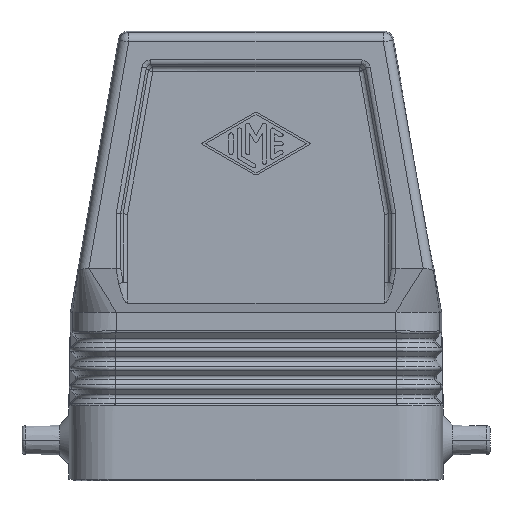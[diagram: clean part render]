
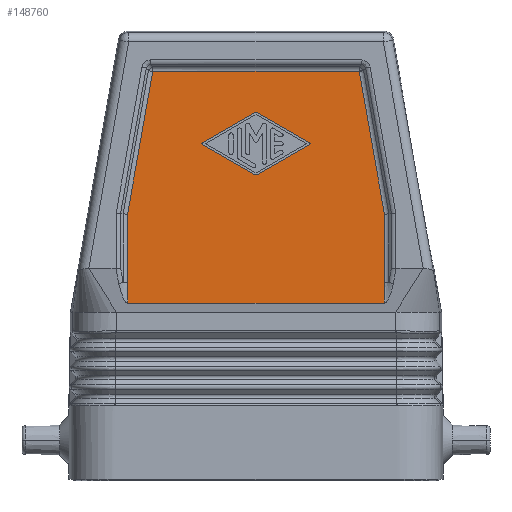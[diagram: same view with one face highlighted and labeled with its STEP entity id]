
A CAD part, front view. The second image highlights one B-rep face of the part: STEP entity #148760.
In plain terms, the highlighted face is planar.
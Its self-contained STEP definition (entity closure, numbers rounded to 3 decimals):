
#730=CARTESIAN_POINT('',(27.874,70.896,
31.792));
#740=VERTEX_POINT('',#730);
#770=CARTESIAN_POINT('',(27.874,70.896,
28.452));
#780=CARTESIAN_POINT('',(27.874,70.896,
29.009));
#790=CARTESIAN_POINT('',(27.874,70.896,
29.566));
#800=CARTESIAN_POINT('',(27.874,70.896,
30.122));
#810=CARTESIAN_POINT('',(27.874,70.896,
30.679));
#820=CARTESIAN_POINT('',(27.874,70.896,
31.235));
#830=CARTESIAN_POINT('',(27.874,70.896,
31.792));
#840=B_SPLINE_CURVE_WITH_KNOTS('',6,(#770,#780,#790,#800,#810,#820,#830)
,.UNSPECIFIED.,.F.,.F.,(7,7),(0.,1.),.UNSPECIFIED.);
#850=CARTESIAN_POINT('',(27.874,70.896,
28.452));
#860=VERTEX_POINT('',#850);
#870=EDGE_CURVE('',#860,#740,#840,.T.);
#36070=CARTESIAN_POINT('',(27.874,58.892,
54.145));
#36080=VERTEX_POINT('',#36070);
#36260=CARTESIAN_POINT('',(27.874,58.892,
53.855));
#36270=VERTEX_POINT('',#36260);
#36300=CARTESIAN_POINT('',(27.874,58.809,54.));
#36310=DIRECTION('',(-1.,0.,0.));
#36320=DIRECTION('',(0.,-1.,0.));
#36330=AXIS2_PLACEMENT_3D('',#36300,#36310,#36320);
#36340=CIRCLE('',#36330,0.167);
#36350=EDGE_CURVE('',#36080,#36270,#36340,.T.);
#51190=CARTESIAN_POINT('',(27.874,41.728,
53.855));
#51200=VERTEX_POINT('',#51190);
#51380=CARTESIAN_POINT('',(27.874,41.728,
54.145));
#51390=VERTEX_POINT('',#51380);
#51420=CARTESIAN_POINT('',(27.874,41.811,54.));
#51430=DIRECTION('',(-1.,0.,0.));
#51440=DIRECTION('',(0.,-1.,0.));
#51450=AXIS2_PLACEMENT_3D('',#51420,#51430,#51440);
#51460=CIRCLE('',#51450,0.167);
#51470=EDGE_CURVE('',#51200,#51390,#51460,.T.);
#57450=CARTESIAN_POINT('',(27.874,50.145,
49.044));
#57460=VERTEX_POINT('',#57450);
#57510=CARTESIAN_POINT('',(27.874,0.,77.707));
#57520=DIRECTION('',(0.,0.868,-0.496));
#57530=VECTOR('',#57520,1.);
#57540=LINE('',#57510,#57530);
#57550=EDGE_CURVE('',#51200,#57460,#57540,.T.);
#58170=CARTESIAN_POINT('',(27.874,50.475,
58.956));
#58180=VERTEX_POINT('',#58170);
#58230=CARTESIAN_POINT('',(27.874,0.,87.807));
#58240=DIRECTION('',(0.,-0.868,0.496));
#58250=VECTOR('',#58240,1.);
#58260=LINE('',#58230,#58250);
#58270=EDGE_CURVE('',#36080,#58180,#58260,.T.);
#61990=CARTESIAN_POINT('',(27.874,50.145,
58.956));
#62000=VERTEX_POINT('',#61990);
#62050=CARTESIAN_POINT('',(27.874,50.31,58.666));
#62060=DIRECTION('',(-1.,0.,0.));
#62070=DIRECTION('',(0.,-1.,0.));
#62080=AXIS2_PLACEMENT_3D('',#62050,#62060,#62070);
#62090=CIRCLE('',#62080,0.333);
#62100=EDGE_CURVE('',#62000,#58180,#62090,.T.);
#75590=CARTESIAN_POINT('',(27.874,0.,28.452));
#75600=DIRECTION('',(0.,1.,0.));
#75610=VECTOR('',#75600,1.);
#75620=LINE('',#75590,#75610);
#75630=CARTESIAN_POINT('',(27.874,29.724,
28.452));
#75640=VERTEX_POINT('',#75630);
#75650=EDGE_CURVE('',#75640,#860,#75620,.T.);
#80720=CARTESIAN_POINT('',(27.874,33.759,
65.586));
#80730=VERTEX_POINT('',#80720);
#80890=CARTESIAN_POINT('',(27.874,29.724,
42.701));
#80900=VERTEX_POINT('',#80890);
#80930=CARTESIAN_POINT('',(27.874,24.311,12.));
#80940=DIRECTION('',(0.,0.174,0.985));
#80950=VECTOR('',#80940,1.);
#80960=LINE('',#80930,#80950);
#80970=EDGE_CURVE('',#80900,#80730,#80960,.T.);
#81620=CARTESIAN_POINT('',(27.874,29.724,
31.792));
#81630=VERTEX_POINT('',#81620);
#81660=CARTESIAN_POINT('',(27.874,29.724,12.));
#81670=DIRECTION('',(0.,0.,1.));
#81680=VECTOR('',#81670,1.);
#81690=LINE('',#81660,#81680);
#81700=EDGE_CURVE('',#81630,#80900,#81690,.T.);
#92430=CARTESIAN_POINT('',(27.874,0.,30.293));
#92440=DIRECTION('',(0.,-0.868,-0.496));
#92450=VECTOR('',#92440,1.);
#92460=LINE('',#92430,#92450);
#92470=EDGE_CURVE('',#62000,#51390,#92460,.T.);
#111670=CARTESIAN_POINT('',(27.874,50.475,
49.044));
#111680=VERTEX_POINT('',#111670);
#111730=CARTESIAN_POINT('',(27.874,50.31,49.334));
#111740=DIRECTION('',(-1.,0.,0.));
#111750=DIRECTION('',(0.,-1.,0.));
#111760=AXIS2_PLACEMENT_3D('',#111730,#111740,#111750);
#111770=CIRCLE('',#111760,0.333);
#111780=EDGE_CURVE('',#111680,#57460,#111770,.T.);
#113580=CARTESIAN_POINT('',(27.874,66.861,
65.586));
#113590=VERTEX_POINT('',#113580);
#113710=CARTESIAN_POINT('',(27.874,0.,65.586));
#113720=DIRECTION('',(0.,-1.,0.));
#113730=VECTOR('',#113720,1.);
#113740=LINE('',#113710,#113730);
#113750=EDGE_CURVE('',#113590,#80730,#113740,.T.);
#125960=CARTESIAN_POINT('',(27.874,29.724,
31.792));
#125970=CARTESIAN_POINT('',(27.874,29.724,
31.235));
#125980=CARTESIAN_POINT('',(27.874,29.724,
30.679));
#125990=CARTESIAN_POINT('',(27.874,29.724,
30.122));
#126000=CARTESIAN_POINT('',(27.874,29.724,
29.566));
#126010=CARTESIAN_POINT('',(27.874,29.724,
29.009));
#126020=CARTESIAN_POINT('',(27.874,29.724,
28.452));
#126030=B_SPLINE_CURVE_WITH_KNOTS('',6,(#125960,#125970,#125980,#125990,
#126000,#126010,#126020),.UNSPECIFIED.,.F.,.F.,(7,7),(0.,1.),
.UNSPECIFIED.);
#126040=EDGE_CURVE('',#81630,#75640,#126030,.T.);
#135800=CARTESIAN_POINT('',(27.874,0.,20.193));
#135810=DIRECTION('',(0.,0.868,0.496));
#135820=VECTOR('',#135810,1.);
#135830=LINE('',#135800,#135820);
#135840=EDGE_CURVE('',#111680,#36270,#135830,.T.);
#147390=CARTESIAN_POINT('',(27.874,70.896,
42.701));
#147400=VERTEX_POINT('',#147390);
#147430=CARTESIAN_POINT('',(27.874,70.896,12.));
#147440=DIRECTION('',(0.,0.,1.));
#147450=VECTOR('',#147440,1.);
#147460=LINE('',#147430,#147450);
#147470=EDGE_CURVE('',#740,#147400,#147460,.T.);
#148460=CARTESIAN_POINT('',(27.874,64.361,
44.579));
#148470=DIRECTION('',(1.,0.,0.));
#148480=DIRECTION('',(0.,1.,0.));
#148490=AXIS2_PLACEMENT_3D('',#148460,#148470,#148480);
#148500=PLANE('',#148490);
#148510=ORIENTED_EDGE('',*,*,#36350,.F.);
#148520=ORIENTED_EDGE('',*,*,#135840,.T.);
#148530=ORIENTED_EDGE('',*,*,#111780,.F.);
#148540=ORIENTED_EDGE('',*,*,#57550,.T.);
#148550=ORIENTED_EDGE('',*,*,#51470,.F.);
#148560=ORIENTED_EDGE('',*,*,#92470,.T.);
#148570=ORIENTED_EDGE('',*,*,#62100,.F.);
#148580=ORIENTED_EDGE('',*,*,#58270,.T.);
#148590=EDGE_LOOP('',(#148580,#148570,#148560,#148550,#148540,#148530,
#148520,#148510));
#148600=FACE_BOUND('',#148590,.T.);
#148610=ORIENTED_EDGE('',*,*,#75650,.F.);
#148620=ORIENTED_EDGE('',*,*,#870,.F.);
#148630=ORIENTED_EDGE('',*,*,#147470,.F.);
#148640=CARTESIAN_POINT('',(27.874,76.309,12.));
#148650=DIRECTION('',(0.,-0.174,0.985));
#148660=VECTOR('',#148650,1.);
#148670=LINE('',#148640,#148660);
#148680=EDGE_CURVE('',#147400,#113590,#148670,.T.);
#148690=ORIENTED_EDGE('',*,*,#148680,.F.);
#148700=ORIENTED_EDGE('',*,*,#113750,.F.);
#148710=ORIENTED_EDGE('',*,*,#80970,.T.);
#148720=ORIENTED_EDGE('',*,*,#81700,.T.);
#148730=ORIENTED_EDGE('',*,*,#126040,.F.);
#148740=EDGE_LOOP('',(#148730,#148720,#148710,#148700,#148690,#148630,
#148620,#148610));
#148750=FACE_OUTER_BOUND('',#148740,.T.);
#148760=ADVANCED_FACE('',(#148600,#148750),#148500,.F.);
